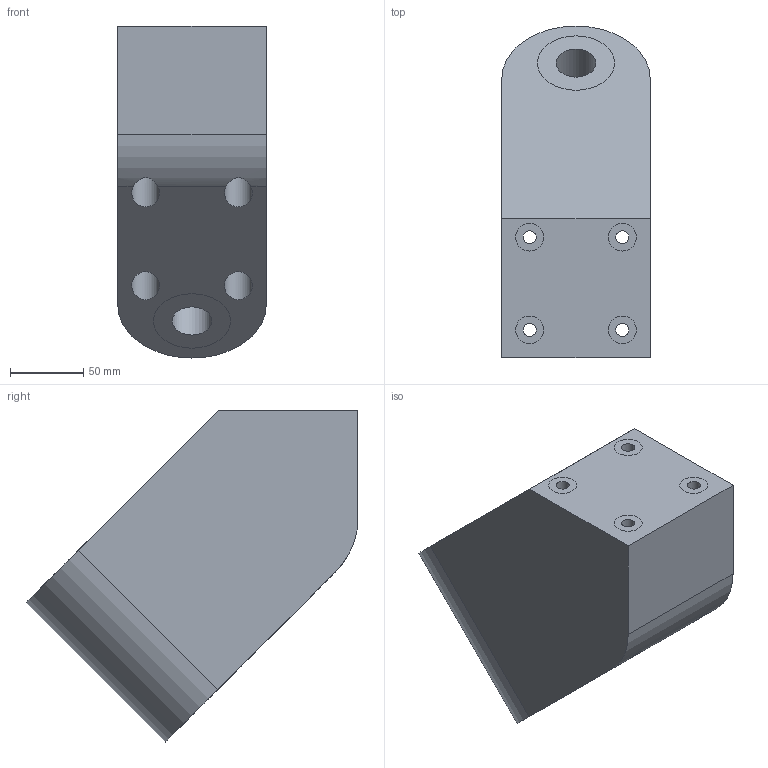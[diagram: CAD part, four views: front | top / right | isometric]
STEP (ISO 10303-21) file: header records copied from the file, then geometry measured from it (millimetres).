
FILE_DESCRIPTION(('FreeCAD Model'),'2;1');
FILE_NAME('Bike_Bracket_Test2.step','2019-02-18T17:45:53',('Author'),(''), 'Open CASCADE STEP processor 7.2','FreeCAD','Unknown');
FILE_SCHEMA(('AUTOMOTIVE_DESIGN_CC2 { 1 2 10303 214 -1 1 5 4 }'));
Length unit declared in the file: millimetre
Products named in the file (6): Part_8; Part_4; Part_5; Part_3; yolk1; Part_2
Bounding box: 101.6 x 227.32 x 227.32 mm (x, y, z)
Volume: 2854609.1 mm3; surface area: 207948.3 mm2
Topology: 6 solids, 6 shells, 41 faces, 85 edges, 58 vertices
Faces by surface type: cylinder 21, plane 20
Full cylindrical faces by diameter (mm): 8.89 x8, 19.05 x8, 27.279 x2, 52.679 x1
Entity records: 3223 total; most frequent: CARTESIAN_POINT 1058, DIRECTION 345, ORIENTED_EDGE 170, PCURVE 170, DEFINITIONAL_REPRESENTATION 170, LINE 126, VECTOR 126, AXIS2_PLACEMENT_3D 90
